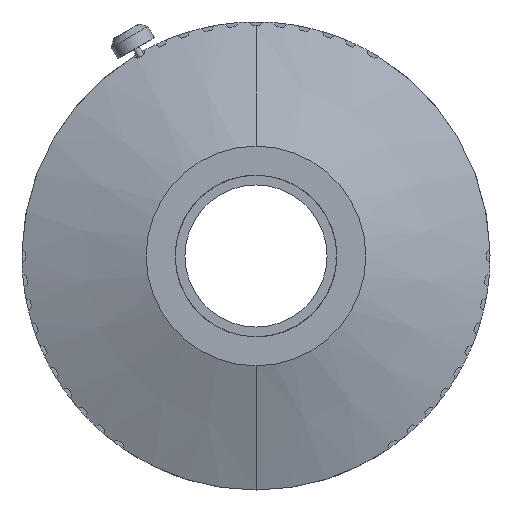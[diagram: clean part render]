
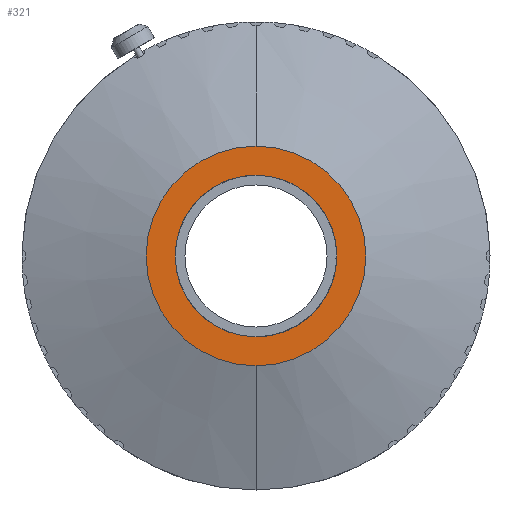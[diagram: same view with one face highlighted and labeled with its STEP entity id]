
A CAD part, front view. The second image highlights one B-rep face of the part: STEP entity #321.
In plain terms, the highlighted planar face has unit normal (0, -1, 0).
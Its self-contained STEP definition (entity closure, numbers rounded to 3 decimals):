
#58 = CARTESIAN_POINT ( 'NONE',  ( 0., 0., 0. ) ) ;
#321 = ADVANCED_FACE ( 'NONE', ( #6088, #4374 ), #7330, .F. ) ;
#378 = CARTESIAN_POINT ( 'NONE',  ( 10.793, 0., -6.305 ) ) ;
#683 = DIRECTION ( 'NONE',  ( 0., 0., -1. ) ) ;
#817 = ORIENTED_EDGE ( 'NONE', *, *, #2630, .F. ) ;
#884 = VERTEX_POINT ( 'NONE', #4953 ) ;
#1162 = DIRECTION ( 'NONE',  ( 0., 0., -1. ) ) ;
#1182 = EDGE_CURVE ( 'NONE', #4846, #1477, #3400, .T. ) ;
#1426 = EDGE_CURVE ( 'NONE', #1477, #4846, #4323, .T. ) ;
#1477 = VERTEX_POINT ( 'NONE', #378 ) ;
#2300 = DIRECTION ( 'NONE',  ( 0., -1., 0. ) ) ;
#2457 = DIRECTION ( 'NONE',  ( 0., 0., 1. ) ) ;
#2630 = EDGE_CURVE ( 'NONE', #884, #4472, #5577, .T. ) ;
#2926 = CARTESIAN_POINT ( 'NONE',  ( 0., 0., 0. ) ) ;
#2980 = AXIS2_PLACEMENT_3D ( 'NONE', #4868, #7155, #4201 ) ;
#3400 = CIRCLE ( 'NONE', #5703, 12.5 ) ;
#3423 = DIRECTION ( 'NONE',  ( 0., 1., 0. ) ) ;
#3479 = EDGE_LOOP ( 'NONE', ( #5693, #817 ) ) ;
#3761 = ORIENTED_EDGE ( 'NONE', *, *, #1426, .F. ) ;
#3932 = CARTESIAN_POINT ( 'NONE',  ( 6.314, 0., 10.788 ) ) ;
#4201 = DIRECTION ( 'NONE',  ( 0., 0., 1. ) ) ;
#4323 = CIRCLE ( 'NONE', #6828, 12.5 ) ;
#4374 = FACE_OUTER_BOUND ( 'NONE', #3479, .T. ) ;
#4472 = VERTEX_POINT ( 'NONE', #6014 ) ;
#4482 = EDGE_LOOP ( 'NONE', ( #3761, #5472 ) ) ;
#4846 = VERTEX_POINT ( 'NONE', #3932 ) ;
#4868 = CARTESIAN_POINT ( 'NONE',  ( 0., 0., 0. ) ) ;
#4953 = CARTESIAN_POINT ( 'NONE',  ( 0., 0., 17. ) ) ;
#5257 = DIRECTION ( 'NONE',  ( 0., -1., 0. ) ) ;
#5472 = ORIENTED_EDGE ( 'NONE', *, *, #1182, .F. ) ;
#5568 = CARTESIAN_POINT ( 'NONE',  ( 0., 0., 0. ) ) ;
#5577 = CIRCLE ( 'NONE', #5802, 17. ) ;
#5693 = ORIENTED_EDGE ( 'NONE', *, *, #6049, .F. ) ;
#5703 = AXIS2_PLACEMENT_3D ( 'NONE', #58, #2300, #1162 ) ;
#5790 = CARTESIAN_POINT ( 'NONE',  ( 0., 0., 0. ) ) ;
#5802 = AXIS2_PLACEMENT_3D ( 'NONE', #5790, #3423, #2457 ) ;
#6014 = CARTESIAN_POINT ( 'NONE',  ( 0., 0., -17. ) ) ;
#6049 = EDGE_CURVE ( 'NONE', #4472, #884, #6304, .T. ) ;
#6054 = DIRECTION ( 'NONE',  ( 0., 1., 0. ) ) ;
#6088 = FACE_BOUND ( 'NONE', #4482, .T. ) ;
#6164 = DIRECTION ( 'NONE',  ( 0., 0., 1. ) ) ;
#6304 = CIRCLE ( 'NONE', #2980, 17. ) ;
#6828 = AXIS2_PLACEMENT_3D ( 'NONE', #2926, #5257, #683 ) ;
#7028 = AXIS2_PLACEMENT_3D ( 'NONE', #5568, #6054, #6164 ) ;
#7155 = DIRECTION ( 'NONE',  ( 0., 1., 0. ) ) ;
#7330 = PLANE ( 'NONE',  #7028 ) ;
